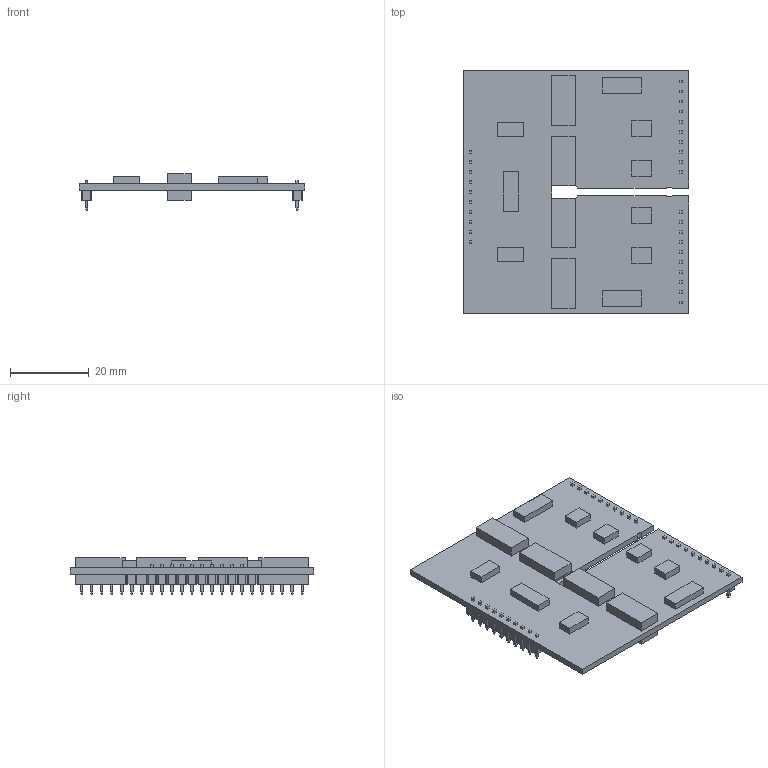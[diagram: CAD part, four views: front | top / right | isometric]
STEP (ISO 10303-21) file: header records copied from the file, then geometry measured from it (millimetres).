
FILE_DESCRIPTION((''),'2;1');
FILE_NAME('CONCEPT_2SC0650P.stp','2010-10-26T09:57:56',(''),(''),'Mechanical Desktop 2010','Mechanical Desktop 2010',', , ');
FILE_SCHEMA(('AUTOMOTIVE_DESIGN { 1 2 10303 214 1 1 1 1 }'));
Length unit declared in the file: millimetre
Products named in the file (1): Product
Bounding box: 57.2 x 61.7 x 9.22 mm (x, y, z)
Volume: 7993.9 mm3; surface area: 11569.7 mm2
Topology: 108 solids, 108 shells, 904 faces, 1944 edges, 1256 vertices
Faces by surface type: plane 886, bspline 12, cylinder 6
Entity records: 23759 total; most frequent: CARTESIAN_POINT 4141, ORIENTED_EDGE 3888, DIRECTION 3742, EDGE_CURVE 1944, VECTOR 1932, LINE 1932, VERTEX_POINT 1256, AXIS2_PLACEMENT_3D 905
